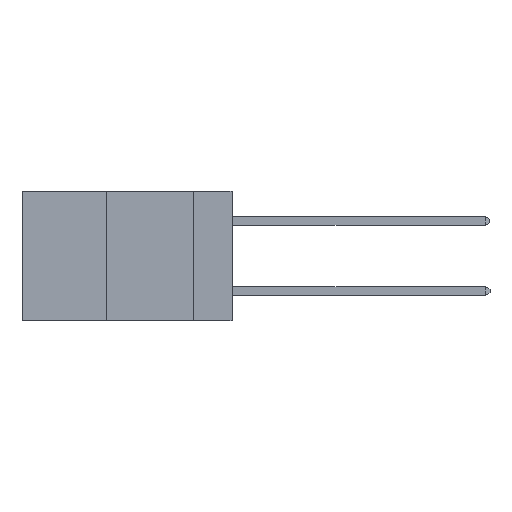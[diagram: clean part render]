
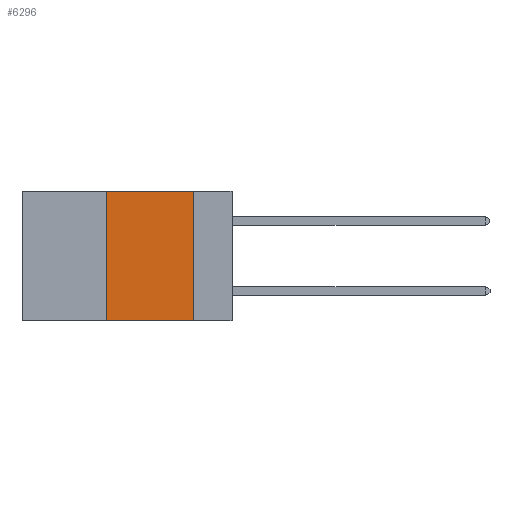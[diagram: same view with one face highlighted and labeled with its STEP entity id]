
A CAD part, left-side view. The second image highlights one B-rep face of the part: STEP entity #6296.
In plain terms, the highlighted planar face has unit normal (-1, 0, 0).
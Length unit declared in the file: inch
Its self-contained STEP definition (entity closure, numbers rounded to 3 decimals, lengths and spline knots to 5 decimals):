
#156 = VERTEX_POINT ( 'NONE', #6126 ) ;
#199 = VECTOR ( 'NONE', #9080, 39.37008 ) ;
#534 = ORIENTED_EDGE ( 'NONE', *, *, #12007, .T. ) ;
#622 = CARTESIAN_POINT ( 'NONE',  ( 0., 0.36, 0. ) ) ;
#669 = DIRECTION ( 'NONE',  ( 0., -1., 0. ) ) ;
#1013 = ORIENTED_EDGE ( 'NONE', *, *, #9930, .F. ) ;
#1152 = DIRECTION ( 'NONE',  ( 0., 0., -1. ) ) ;
#2005 = ORIENTED_EDGE ( 'NONE', *, *, #12668, .F. ) ;
#2647 = VERTEX_POINT ( 'NONE', #2676 ) ;
#2676 = CARTESIAN_POINT ( 'NONE',  ( 0., 0.11, -0.37 ) ) ;
#4859 = VERTEX_POINT ( 'NONE', #622 ) ;
#5440 = CARTESIAN_POINT ( 'NONE',  ( 0., 0.6, 0. ) ) ;
#5611 = VECTOR ( 'NONE', #8672, 39.37008 ) ;
#5892 = VECTOR ( 'NONE', #17424, 39.37008 ) ;
#6126 = CARTESIAN_POINT ( 'NONE',  ( 0., 0.11, 0. ) ) ;
#6296 = ADVANCED_FACE ( 'NONE', ( #18045 ), #20133, .F. ) ;
#7112 = EDGE_LOOP ( 'NONE', ( #1013, #14962, #2005, #534 ) ) ;
#7481 = CARTESIAN_POINT ( 'NONE',  ( 0., 0.11, 0. ) ) ;
#8593 = VERTEX_POINT ( 'NONE', #16305 ) ;
#8672 = DIRECTION ( 'NONE',  ( 0., 0., 1. ) ) ;
#8748 = LINE ( 'NONE', #7481, #199 ) ;
#9080 = DIRECTION ( 'NONE',  ( 0., 0., -1. ) ) ;
#9108 = CARTESIAN_POINT ( 'NONE',  ( 0., 0.6, 0. ) ) ;
#9861 = LINE ( 'NONE', #18054, #5611 ) ;
#9930 = EDGE_CURVE ( 'NONE', #156, #2647, #8748, .T. ) ;
#10136 = LINE ( 'NONE', #19007, #5892 ) ;
#10418 = EDGE_CURVE ( 'NONE', #4859, #156, #19332, .T. ) ;
#10699 = DIRECTION ( 'NONE',  ( 1., 0., 0. ) ) ;
#12007 = EDGE_CURVE ( 'NONE', #8593, #2647, #10136, .T. ) ;
#12668 = EDGE_CURVE ( 'NONE', #8593, #4859, #9861, .T. ) ;
#14962 = ORIENTED_EDGE ( 'NONE', *, *, #10418, .F. ) ;
#15106 = VECTOR ( 'NONE', #669, 39.37008 ) ;
#15547 = AXIS2_PLACEMENT_3D ( 'NONE', #9108, #10699, #1152 ) ;
#16305 = CARTESIAN_POINT ( 'NONE',  ( 0., 0.36, -0.37 ) ) ;
#17424 = DIRECTION ( 'NONE',  ( 0., -1., 0. ) ) ;
#18045 = FACE_OUTER_BOUND ( 'NONE', #7112, .T. ) ;
#18054 = CARTESIAN_POINT ( 'NONE',  ( 0., 0.36, 0. ) ) ;
#19007 = CARTESIAN_POINT ( 'NONE',  ( 0., 0.6, -0.37 ) ) ;
#19332 = LINE ( 'NONE', #5440, #15106 ) ;
#20133 = PLANE ( 'NONE',  #15547 ) ;
